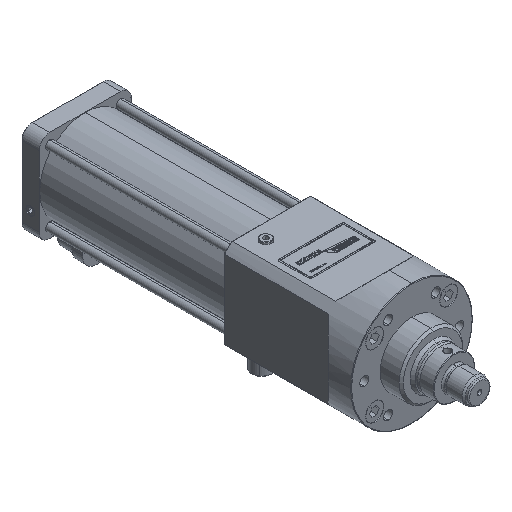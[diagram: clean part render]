
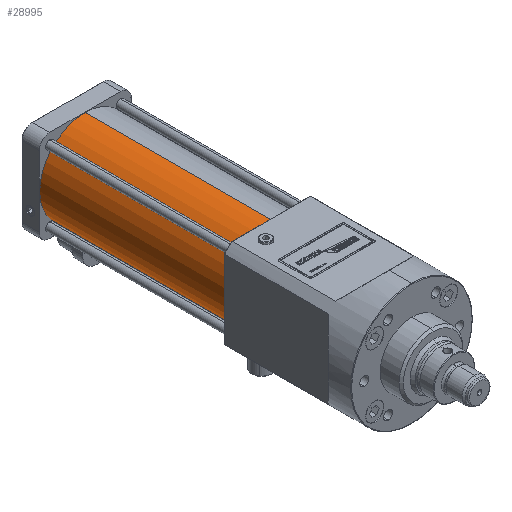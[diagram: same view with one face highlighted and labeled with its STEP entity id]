
A CAD part, isometric view. The second image highlights one B-rep face of the part: STEP entity #28995.
In plain terms, the highlighted cylindrical face has radius 43 mm (diameter 86 mm), a partial arc.
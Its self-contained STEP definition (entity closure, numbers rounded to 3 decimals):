
#106 = CIRCLE ( 'NONE', #25285, 43. ) ;
#157 = DIRECTION ( 'NONE',  ( 0., 1., 0. ) ) ;
#894 = EDGE_CURVE ( 'NONE', #14316, #34897, #37610, .T. ) ;
#1143 = DIRECTION ( 'NONE',  ( 0., -1., 0. ) ) ;
#1495 = EDGE_CURVE ( 'NONE', #22597, #34897, #14291, .T. ) ;
#5880 = AXIS2_PLACEMENT_3D ( 'NONE', #18422, #157, #21476 ) ;
#6568 = ORIENTED_EDGE ( 'NONE', *, *, #36705, .T. ) ;
#8442 = CARTESIAN_POINT ( 'NONE',  ( -43., 134., 0. ) ) ;
#8768 = AXIS2_PLACEMENT_3D ( 'NONE', #16840, #12632, #15949 ) ;
#9222 = CARTESIAN_POINT ( 'NONE',  ( 0., 309., -43. ) ) ;
#10553 = CARTESIAN_POINT ( 'NONE',  ( 0., 309., 0. ) ) ;
#11606 = CYLINDRICAL_SURFACE ( 'NONE', #14356, 43. ) ;
#12632 = DIRECTION ( 'NONE',  ( 0., 1., 0. ) ) ;
#14291 = LINE ( 'NONE', #29783, #39476 ) ;
#14316 = VERTEX_POINT ( 'NONE', #8442 ) ;
#14356 = AXIS2_PLACEMENT_3D ( 'NONE', #10553, #31799, #31664 ) ;
#14623 = CARTESIAN_POINT ( 'NONE',  ( 0., 309., -43. ) ) ;
#15949 = DIRECTION ( 'NONE',  ( 0., 0., -1. ) ) ;
#16840 = CARTESIAN_POINT ( 'NONE',  ( 0., 134., 0. ) ) ;
#17389 = ORIENTED_EDGE ( 'NONE', *, *, #1495, .F. ) ;
#18036 = CARTESIAN_POINT ( 'NONE',  ( 0., 134., 0. ) ) ;
#18422 = CARTESIAN_POINT ( 'NONE',  ( 0., 309., 0. ) ) ;
#18626 = VECTOR ( 'NONE', #21308, 1000. ) ;
#20265 = ORIENTED_EDGE ( 'NONE', *, *, #30151, .T. ) ;
#21094 = DIRECTION ( 'NONE',  ( 0., 0., -1. ) ) ;
#21308 = DIRECTION ( 'NONE',  ( 0., -1., 0. ) ) ;
#21476 = DIRECTION ( 'NONE',  ( 0., 0., 1. ) ) ;
#22597 = VERTEX_POINT ( 'NONE', #28821 ) ;
#24905 = CIRCLE ( 'NONE', #5880, 43. ) ;
#25015 = ORIENTED_EDGE ( 'NONE', *, *, #26967, .F. ) ;
#25285 = AXIS2_PLACEMENT_3D ( 'NONE', #18036, #39251, #21094 ) ;
#25697 = LINE ( 'NONE', #9222, #18626 ) ;
#26312 = VERTEX_POINT ( 'NONE', #29733 ) ;
#26967 = EDGE_CURVE ( 'NONE', #37773, #22597, #24905, .T. ) ;
#27657 = EDGE_LOOP ( 'NONE', ( #17389, #25015, #20265, #6568, #28791 ) ) ;
#28791 = ORIENTED_EDGE ( 'NONE', *, *, #894, .T. ) ;
#28821 = CARTESIAN_POINT ( 'NONE',  ( 0., 309., 43. ) ) ;
#28995 = ADVANCED_FACE ( 'NONE', ( #35796 ), #11606, .T. ) ;
#29733 = CARTESIAN_POINT ( 'NONE',  ( 0., 134., -43. ) ) ;
#29783 = CARTESIAN_POINT ( 'NONE',  ( 0., 309., 43. ) ) ;
#30151 = EDGE_CURVE ( 'NONE', #37773, #26312, #25697, .T. ) ;
#31664 = DIRECTION ( 'NONE',  ( 0., 0., -1. ) ) ;
#31799 = DIRECTION ( 'NONE',  ( 0., -1., 0. ) ) ;
#32836 = CARTESIAN_POINT ( 'NONE',  ( 0., 134., 43. ) ) ;
#34897 = VERTEX_POINT ( 'NONE', #32836 ) ;
#35796 = FACE_OUTER_BOUND ( 'NONE', #27657, .T. ) ;
#36705 = EDGE_CURVE ( 'NONE', #26312, #14316, #106, .T. ) ;
#37610 = CIRCLE ( 'NONE', #8768, 43. ) ;
#37773 = VERTEX_POINT ( 'NONE', #14623 ) ;
#39251 = DIRECTION ( 'NONE',  ( 0., 1., 0. ) ) ;
#39476 = VECTOR ( 'NONE', #1143, 1000. ) ;
